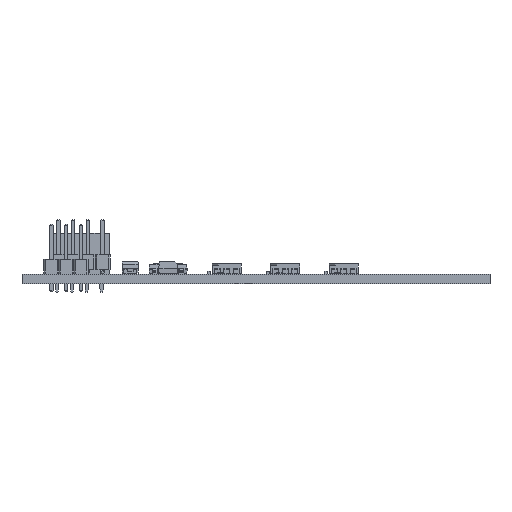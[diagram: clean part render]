
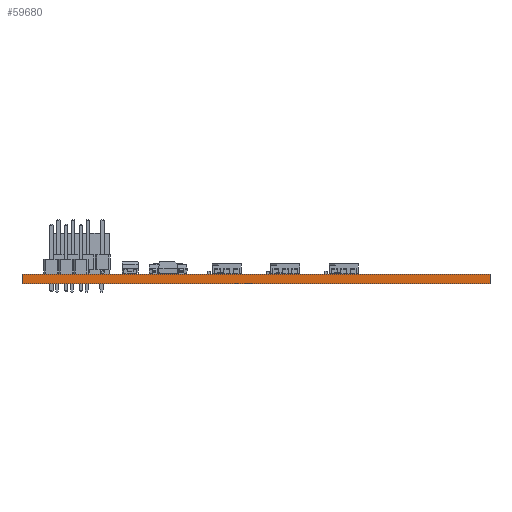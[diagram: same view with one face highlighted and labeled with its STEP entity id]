
A CAD part, left-side view. The second image highlights one B-rep face of the part: STEP entity #59680.
In plain terms, the highlighted planar face has unit normal (-1, 0, 0).
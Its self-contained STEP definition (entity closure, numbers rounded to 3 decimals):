
#59499 = PLANE('',#59500);
#59500 = AXIS2_PLACEMENT_3D('',#59501,#59502,#59503);
#59501 = CARTESIAN_POINT('',(95.,16.2,0.));
#59502 = DIRECTION('',(0.,-1.,0.));
#59503 = DIRECTION('',(-1.,0.,0.));
#59524 = VERTEX_POINT('',#59525);
#59525 = CARTESIAN_POINT('',(15.,16.2,1.6));
#59539 = PLANE('',#59540);
#59540 = AXIS2_PLACEMENT_3D('',#59541,#59542,#59543);
#59541 = CARTESIAN_POINT('',(55.,-23.8,1.6));
#59542 = DIRECTION('',(0.,0.,1.));
#59543 = DIRECTION('',(1.,0.,-0.));
#59551 = EDGE_CURVE('',#59552,#59524,#59554,.T.);
#59552 = VERTEX_POINT('',#59553);
#59553 = CARTESIAN_POINT('',(15.,16.2,0.));
#59554 = SURFACE_CURVE('',#59555,(#59559,#59566),.PCURVE_S1.);
#59555 = LINE('',#59556,#59557);
#59556 = CARTESIAN_POINT('',(15.,16.2,0.));
#59557 = VECTOR('',#59558,1.);
#59558 = DIRECTION('',(0.,0.,1.));
#59559 = PCURVE('',#59499,#59560);
#59560 = DEFINITIONAL_REPRESENTATION('',(#59561),#59565);
#59561 = LINE('',#59562,#59563);
#59562 = CARTESIAN_POINT('',(80.,0.));
#59563 = VECTOR('',#59564,1.);
#59564 = DIRECTION('',(0.,-1.));
#59565 = ( GEOMETRIC_REPRESENTATION_CONTEXT(2) 
PARAMETRIC_REPRESENTATION_CONTEXT() REPRESENTATION_CONTEXT('2D SPACE',''
  ) );
#59566 = PCURVE('',#59567,#59572);
#59567 = PLANE('',#59568);
#59568 = AXIS2_PLACEMENT_3D('',#59569,#59570,#59571);
#59569 = CARTESIAN_POINT('',(15.,16.2,0.));
#59570 = DIRECTION('',(1.,0.,-0.));
#59571 = DIRECTION('',(0.,-1.,0.));
#59572 = DEFINITIONAL_REPRESENTATION('',(#59573),#59577);
#59573 = LINE('',#59574,#59575);
#59574 = CARTESIAN_POINT('',(0.,0.));
#59575 = VECTOR('',#59576,1.);
#59576 = DIRECTION('',(0.,-1.));
#59577 = ( GEOMETRIC_REPRESENTATION_CONTEXT(2) 
PARAMETRIC_REPRESENTATION_CONTEXT() REPRESENTATION_CONTEXT('2D SPACE',''
  ) );
#59593 = PLANE('',#59594);
#59594 = AXIS2_PLACEMENT_3D('',#59595,#59596,#59597);
#59595 = CARTESIAN_POINT('',(55.,-23.8,0.));
#59596 = DIRECTION('',(0.,0.,1.));
#59597 = DIRECTION('',(1.,0.,-0.));
#59626 = PLANE('',#59627);
#59627 = AXIS2_PLACEMENT_3D('',#59628,#59629,#59630);
#59628 = CARTESIAN_POINT('',(15.,-63.8,0.));
#59629 = DIRECTION('',(0.,1.,0.));
#59630 = DIRECTION('',(1.,0.,0.));
#59680 = ADVANCED_FACE('',(#59681),#59567,.F.);
#59681 = FACE_BOUND('',#59682,.F.);
#59682 = EDGE_LOOP('',(#59683,#59684,#59707,#59730));
#59683 = ORIENTED_EDGE('',*,*,#59551,.T.);
#59684 = ORIENTED_EDGE('',*,*,#59685,.T.);
#59685 = EDGE_CURVE('',#59524,#59686,#59688,.T.);
#59686 = VERTEX_POINT('',#59687);
#59687 = CARTESIAN_POINT('',(15.,-63.8,1.6));
#59688 = SURFACE_CURVE('',#59689,(#59693,#59700),.PCURVE_S1.);
#59689 = LINE('',#59690,#59691);
#59690 = CARTESIAN_POINT('',(15.,16.2,1.6));
#59691 = VECTOR('',#59692,1.);
#59692 = DIRECTION('',(0.,-1.,0.));
#59693 = PCURVE('',#59567,#59694);
#59694 = DEFINITIONAL_REPRESENTATION('',(#59695),#59699);
#59695 = LINE('',#59696,#59697);
#59696 = CARTESIAN_POINT('',(0.,-1.6));
#59697 = VECTOR('',#59698,1.);
#59698 = DIRECTION('',(1.,0.));
#59699 = ( GEOMETRIC_REPRESENTATION_CONTEXT(2) 
PARAMETRIC_REPRESENTATION_CONTEXT() REPRESENTATION_CONTEXT('2D SPACE',''
  ) );
#59700 = PCURVE('',#59539,#59701);
#59701 = DEFINITIONAL_REPRESENTATION('',(#59702),#59706);
#59702 = LINE('',#59703,#59704);
#59703 = CARTESIAN_POINT('',(-40.,40.));
#59704 = VECTOR('',#59705,1.);
#59705 = DIRECTION('',(0.,-1.));
#59706 = ( GEOMETRIC_REPRESENTATION_CONTEXT(2) 
PARAMETRIC_REPRESENTATION_CONTEXT() REPRESENTATION_CONTEXT('2D SPACE',''
  ) );
#59707 = ORIENTED_EDGE('',*,*,#59708,.F.);
#59708 = EDGE_CURVE('',#59709,#59686,#59711,.T.);
#59709 = VERTEX_POINT('',#59710);
#59710 = CARTESIAN_POINT('',(15.,-63.8,0.));
#59711 = SURFACE_CURVE('',#59712,(#59716,#59723),.PCURVE_S1.);
#59712 = LINE('',#59713,#59714);
#59713 = CARTESIAN_POINT('',(15.,-63.8,0.));
#59714 = VECTOR('',#59715,1.);
#59715 = DIRECTION('',(0.,0.,1.));
#59716 = PCURVE('',#59567,#59717);
#59717 = DEFINITIONAL_REPRESENTATION('',(#59718),#59722);
#59718 = LINE('',#59719,#59720);
#59719 = CARTESIAN_POINT('',(80.,0.));
#59720 = VECTOR('',#59721,1.);
#59721 = DIRECTION('',(0.,-1.));
#59722 = ( GEOMETRIC_REPRESENTATION_CONTEXT(2) 
PARAMETRIC_REPRESENTATION_CONTEXT() REPRESENTATION_CONTEXT('2D SPACE',''
  ) );
#59723 = PCURVE('',#59626,#59724);
#59724 = DEFINITIONAL_REPRESENTATION('',(#59725),#59729);
#59725 = LINE('',#59726,#59727);
#59726 = CARTESIAN_POINT('',(0.,0.));
#59727 = VECTOR('',#59728,1.);
#59728 = DIRECTION('',(0.,-1.));
#59729 = ( GEOMETRIC_REPRESENTATION_CONTEXT(2) 
PARAMETRIC_REPRESENTATION_CONTEXT() REPRESENTATION_CONTEXT('2D SPACE',''
  ) );
#59730 = ORIENTED_EDGE('',*,*,#59731,.F.);
#59731 = EDGE_CURVE('',#59552,#59709,#59732,.T.);
#59732 = SURFACE_CURVE('',#59733,(#59737,#59744),.PCURVE_S1.);
#59733 = LINE('',#59734,#59735);
#59734 = CARTESIAN_POINT('',(15.,16.2,0.));
#59735 = VECTOR('',#59736,1.);
#59736 = DIRECTION('',(0.,-1.,0.));
#59737 = PCURVE('',#59567,#59738);
#59738 = DEFINITIONAL_REPRESENTATION('',(#59739),#59743);
#59739 = LINE('',#59740,#59741);
#59740 = CARTESIAN_POINT('',(0.,0.));
#59741 = VECTOR('',#59742,1.);
#59742 = DIRECTION('',(1.,0.));
#59743 = ( GEOMETRIC_REPRESENTATION_CONTEXT(2) 
PARAMETRIC_REPRESENTATION_CONTEXT() REPRESENTATION_CONTEXT('2D SPACE',''
  ) );
#59744 = PCURVE('',#59593,#59745);
#59745 = DEFINITIONAL_REPRESENTATION('',(#59746),#59750);
#59746 = LINE('',#59747,#59748);
#59747 = CARTESIAN_POINT('',(-40.,40.));
#59748 = VECTOR('',#59749,1.);
#59749 = DIRECTION('',(0.,-1.));
#59750 = ( GEOMETRIC_REPRESENTATION_CONTEXT(2) 
PARAMETRIC_REPRESENTATION_CONTEXT() REPRESENTATION_CONTEXT('2D SPACE',''
  ) );
